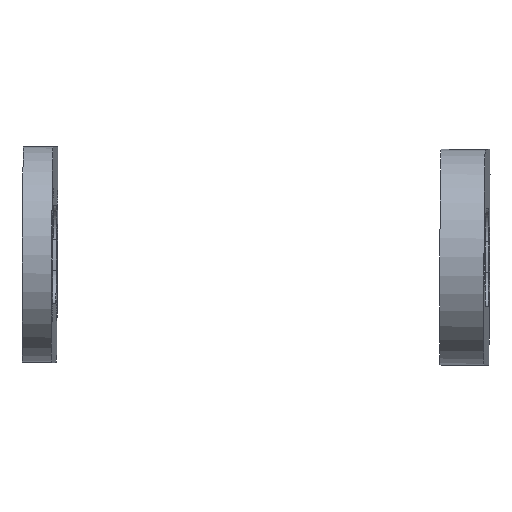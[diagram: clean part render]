
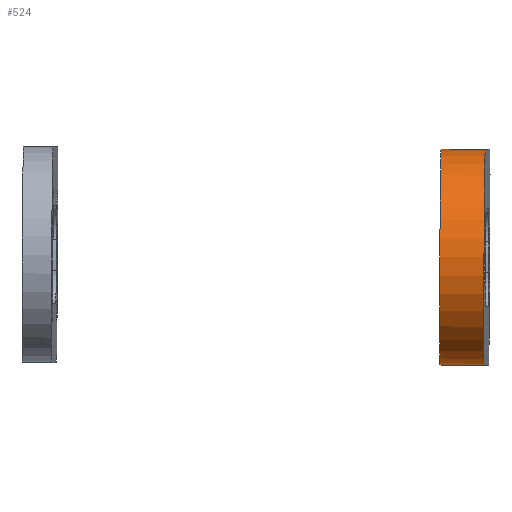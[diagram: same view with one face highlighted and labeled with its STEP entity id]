
A CAD part, front view. The second image highlights one B-rep face of the part: STEP entity #524.
In plain terms, the highlighted cylindrical face has radius 11 mm (diameter 22 mm), a partial arc.
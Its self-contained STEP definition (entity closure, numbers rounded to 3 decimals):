
#151 = CYLINDRICAL_SURFACE ( 'NONE', #2650, 11. ) ;
#256 = ORIENTED_EDGE ( 'NONE', *, *, #1779, .T. ) ;
#312 = EDGE_CURVE ( 'NONE', #2049, #2120, #2219, .T. ) ;
#359 = DIRECTION ( 'NONE',  ( -1., 0.006, 0.006 ) ) ;
#467 = VECTOR ( 'NONE', #359, 1000. ) ;
#505 = EDGE_CURVE ( 'NONE', #1351, #1720, #2173, .T. ) ;
#524 = ADVANCED_FACE ( 'NONE', ( #1047 ), #151, .T. ) ;
#627 = CARTESIAN_POINT ( 'NONE',  ( 3.091, -176.385, 8.556 ) ) ;
#762 = LINE ( 'NONE', #1709, #467 ) ;
#825 = AXIS2_PLACEMENT_3D ( 'NONE', #1536, #2422, #2499 ) ;
#832 = EDGE_CURVE ( 'NONE', #1720, #2120, #762, .T. ) ;
#873 = AXIS2_PLACEMENT_3D ( 'NONE', #1525, #2614, #2381 ) ;
#1012 = CARTESIAN_POINT ( 'NONE',  ( 7.591, -176.41, 8.531 ) ) ;
#1033 = DIRECTION ( 'NONE',  ( 0.006, 0., 1. ) ) ;
#1047 = FACE_OUTER_BOUND ( 'NONE', #1369, .T. ) ;
#1084 = LINE ( 'NONE', #2858, #1971 ) ;
#1351 = VERTEX_POINT ( 'NONE', #1012 ) ;
#1369 = EDGE_LOOP ( 'NONE', ( #256, #2384, #2524, #1499 ) ) ;
#1387 = CARTESIAN_POINT ( 'NONE',  ( 7.466, -176.41, -13.469 ) ) ;
#1499 = ORIENTED_EDGE ( 'NONE', *, *, #505, .F. ) ;
#1525 = CARTESIAN_POINT ( 'NONE',  ( 7.529, -176.41, -2.469 ) ) ;
#1536 = CARTESIAN_POINT ( 'NONE',  ( 3.029, -176.385, -2.444 ) ) ;
#1563 = CARTESIAN_POINT ( 'NONE',  ( 2.966, -176.385, -13.443 ) ) ;
#1709 = CARTESIAN_POINT ( 'NONE',  ( 7.466, -176.41, -13.469 ) ) ;
#1720 = VERTEX_POINT ( 'NONE', #1387 ) ;
#1755 = CARTESIAN_POINT ( 'NONE',  ( 7.529, -176.41, -2.469 ) ) ;
#1779 = EDGE_CURVE ( 'NONE', #1351, #2049, #1084, .T. ) ;
#1971 = VECTOR ( 'NONE', #2234, 1000. ) ;
#2049 = VERTEX_POINT ( 'NONE', #627 ) ;
#2120 = VERTEX_POINT ( 'NONE', #1563 ) ;
#2173 = CIRCLE ( 'NONE', #873, 11. ) ;
#2178 = DIRECTION ( 'NONE',  ( -1., 0.006, 0.006 ) ) ;
#2219 = CIRCLE ( 'NONE', #825, 11. ) ;
#2234 = DIRECTION ( 'NONE',  ( -1., 0.006, 0.006 ) ) ;
#2381 = DIRECTION ( 'NONE',  ( -0.006, 0., -1. ) ) ;
#2384 = ORIENTED_EDGE ( 'NONE', *, *, #312, .T. ) ;
#2422 = DIRECTION ( 'NONE',  ( 1., -0.006, -0.006 ) ) ;
#2499 = DIRECTION ( 'NONE',  ( -0.006, 0., -1. ) ) ;
#2524 = ORIENTED_EDGE ( 'NONE', *, *, #832, .F. ) ;
#2614 = DIRECTION ( 'NONE',  ( 1., -0.006, -0.006 ) ) ;
#2650 = AXIS2_PLACEMENT_3D ( 'NONE', #1755, #2178, #1033 ) ;
#2858 = CARTESIAN_POINT ( 'NONE',  ( 7.591, -176.41, 8.531 ) ) ;
